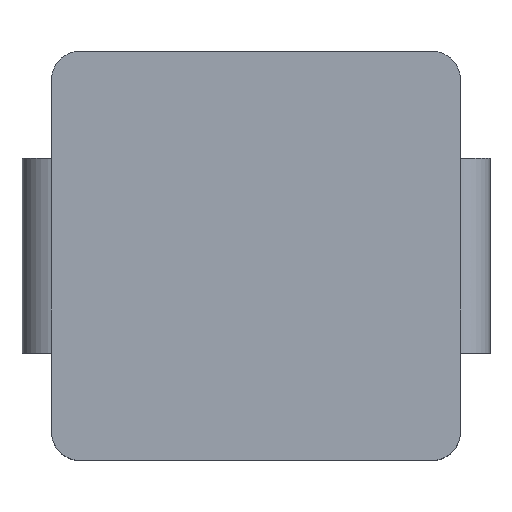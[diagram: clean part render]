
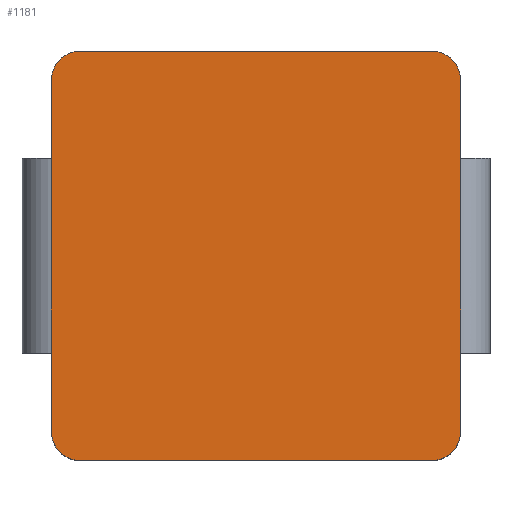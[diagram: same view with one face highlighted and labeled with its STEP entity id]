
A CAD part, top view. The second image highlights one B-rep face of the part: STEP entity #1181.
In plain terms, the highlighted planar face has unit normal (0, 0, 1).
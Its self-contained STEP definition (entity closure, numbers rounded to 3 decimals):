
#15 = CARTESIAN_POINT ( 'NONE',  ( -2.1, 1.8, 1.8 ) ) ;
#20 = DIRECTION ( 'NONE',  ( 0., 1., 0. ) ) ;
#31 = EDGE_LOOP ( 'NONE', ( #498, #968, #1526, #359, #714, #80, #946, #550 ) ) ;
#44 = DIRECTION ( 'NONE',  ( 0., -1., 0. ) ) ;
#80 = ORIENTED_EDGE ( 'NONE', *, *, #211, .T. ) ;
#118 = CIRCLE ( 'NONE', #1436, 0.3 ) ;
#160 = LINE ( 'NONE', #411, #980 ) ;
#193 = CARTESIAN_POINT ( 'NONE',  ( 2.1, -1.8, 1.8 ) ) ;
#204 = CIRCLE ( 'NONE', #1121, 0.3 ) ;
#205 = CARTESIAN_POINT ( 'NONE',  ( 1.8, 2.1, 1.8 ) ) ;
#211 = EDGE_CURVE ( 'NONE', #593, #223, #118, .T. ) ;
#212 = DIRECTION ( 'NONE',  ( 1., 0., 0. ) ) ;
#223 = VERTEX_POINT ( 'NONE', #193 ) ;
#254 = LINE ( 'NONE', #205, #533 ) ;
#359 = ORIENTED_EDGE ( 'NONE', *, *, #1435, .T. ) ;
#367 = DIRECTION ( 'NONE',  ( 0., 1., 0. ) ) ;
#401 = CARTESIAN_POINT ( 'NONE',  ( 1.8, 2.1, 1.8 ) ) ;
#411 = CARTESIAN_POINT ( 'NONE',  ( -1.8, -2.1, 1.8 ) ) ;
#412 = EDGE_CURVE ( 'NONE', #454, #771, #1195, .T. ) ;
#430 = DIRECTION ( 'NONE',  ( 1., 0., 0. ) ) ;
#454 = VERTEX_POINT ( 'NONE', #908 ) ;
#488 = CARTESIAN_POINT ( 'NONE',  ( 1.8, -2.1, 1.8 ) ) ;
#498 = ORIENTED_EDGE ( 'NONE', *, *, #1319, .T. ) ;
#533 = VECTOR ( 'NONE', #611, 1000. ) ;
#539 = CARTESIAN_POINT ( 'NONE',  ( -2.1, -1.8, 1.8 ) ) ;
#550 = ORIENTED_EDGE ( 'NONE', *, *, #1126, .T. ) ;
#558 = AXIS2_PLACEMENT_3D ( 'NONE', #849, #570, #212 ) ;
#570 = DIRECTION ( 'NONE',  ( 0., 0., 1. ) ) ;
#573 = EDGE_CURVE ( 'NONE', #771, #1399, #1368, .T. ) ;
#586 = CIRCLE ( 'NONE', #558, 0.3 ) ;
#593 = VERTEX_POINT ( 'NONE', #488 ) ;
#611 = DIRECTION ( 'NONE',  ( -1., 0., 0. ) ) ;
#615 = EDGE_CURVE ( 'NONE', #223, #1434, #725, .T. ) ;
#627 = CARTESIAN_POINT ( 'NONE',  ( 2.1, -1.8, 1.8 ) ) ;
#714 = ORIENTED_EDGE ( 'NONE', *, *, #1012, .T. ) ;
#718 = CARTESIAN_POINT ( 'NONE',  ( -1.8, -1.8, 1.8 ) ) ;
#725 = LINE ( 'NONE', #627, #1172 ) ;
#737 = VERTEX_POINT ( 'NONE', #1179 ) ;
#746 = CARTESIAN_POINT ( 'NONE',  ( -2.1, 1.8, 1.8 ) ) ;
#771 = VERTEX_POINT ( 'NONE', #15 ) ;
#816 = CARTESIAN_POINT ( 'NONE',  ( 1.8, -1.8, 1.8 ) ) ;
#823 = DIRECTION ( 'NONE',  ( 0., 0., 1. ) ) ;
#836 = DIRECTION ( 'NONE',  ( -1., 0., 0. ) ) ;
#849 = CARTESIAN_POINT ( 'NONE',  ( 1.8, 1.8, 1.8 ) ) ;
#908 = CARTESIAN_POINT ( 'NONE',  ( -1.8, 2.1, 1.8 ) ) ;
#946 = ORIENTED_EDGE ( 'NONE', *, *, #615, .T. ) ;
#951 = FACE_OUTER_BOUND ( 'NONE', #31, .T. ) ;
#966 = DIRECTION ( 'NONE',  ( 1., 0., 0. ) ) ;
#968 = ORIENTED_EDGE ( 'NONE', *, *, #412, .T. ) ;
#980 = VECTOR ( 'NONE', #430, 1000. ) ;
#1008 = AXIS2_PLACEMENT_3D ( 'NONE', #1463, #823, #966 ) ;
#1012 = EDGE_CURVE ( 'NONE', #737, #593, #160, .T. ) ;
#1121 = AXIS2_PLACEMENT_3D ( 'NONE', #718, #1238, #836 ) ;
#1126 = EDGE_CURVE ( 'NONE', #1434, #1342, #586, .T. ) ;
#1136 = DIRECTION ( 'NONE',  ( 0., 0., 1. ) ) ;
#1172 = VECTOR ( 'NONE', #367, 1000. ) ;
#1175 = CARTESIAN_POINT ( 'NONE',  ( -1.8, 1.8, 1.8 ) ) ;
#1179 = CARTESIAN_POINT ( 'NONE',  ( -1.8, -2.1, 1.8 ) ) ;
#1181 = ADVANCED_FACE ( 'NONE', ( #951 ), #1222, .T. ) ;
#1190 = DIRECTION ( 'NONE',  ( 0., 0., 1. ) ) ;
#1195 = CIRCLE ( 'NONE', #1334, 0.3 ) ;
#1222 = PLANE ( 'NONE',  #1008 ) ;
#1223 = VECTOR ( 'NONE', #1514, 1000. ) ;
#1238 = DIRECTION ( 'NONE',  ( 0., 0., 1. ) ) ;
#1319 = EDGE_CURVE ( 'NONE', #1342, #454, #254, .T. ) ;
#1334 = AXIS2_PLACEMENT_3D ( 'NONE', #1175, #1136, #20 ) ;
#1342 = VERTEX_POINT ( 'NONE', #401 ) ;
#1359 = CARTESIAN_POINT ( 'NONE',  ( 2.1, 1.8, 1.8 ) ) ;
#1368 = LINE ( 'NONE', #746, #1223 ) ;
#1399 = VERTEX_POINT ( 'NONE', #539 ) ;
#1434 = VERTEX_POINT ( 'NONE', #1359 ) ;
#1435 = EDGE_CURVE ( 'NONE', #1399, #737, #204, .T. ) ;
#1436 = AXIS2_PLACEMENT_3D ( 'NONE', #816, #1190, #44 ) ;
#1463 = CARTESIAN_POINT ( 'NONE',  ( 0., 0., 1.8 ) ) ;
#1514 = DIRECTION ( 'NONE',  ( 0., -1., 0. ) ) ;
#1526 = ORIENTED_EDGE ( 'NONE', *, *, #573, .T. ) ;
